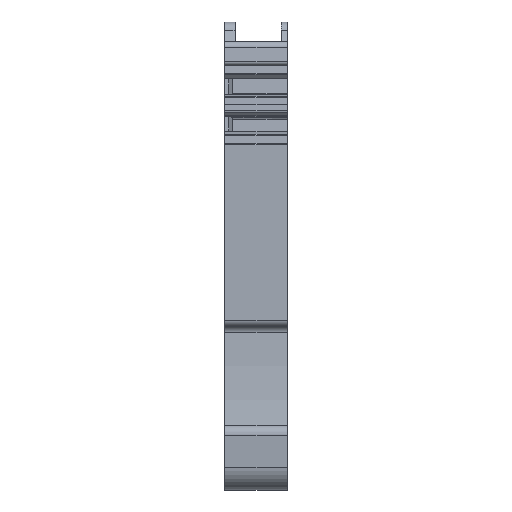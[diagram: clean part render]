
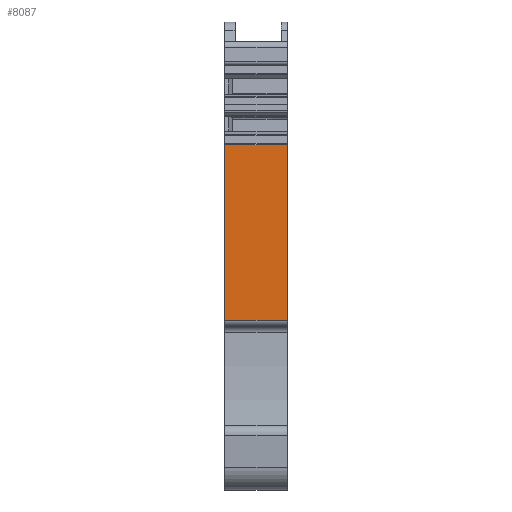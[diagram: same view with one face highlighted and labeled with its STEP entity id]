
A CAD part, front view. The second image highlights one B-rep face of the part: STEP entity #8087.
In plain terms, the highlighted planar face has unit normal (0, -1, 0).
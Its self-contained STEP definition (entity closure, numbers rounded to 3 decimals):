
#8060=AXIS2_PLACEMENT_3D('Plane Axis2P3D',#8057,#8058,#8059) ;
#8035=CARTESIAN_POINT('Vertex',(5.1,2.652,28.079)) ;
#8042=CARTESIAN_POINT('Vertex',(0.,2.652,28.079)) ;
#8045=CARTESIAN_POINT('Line Origine',(2.55,2.652,28.079)) ;
#8057=CARTESIAN_POINT('Axis2P3D Location',(0.,2.652,28.517)) ;
#8062=CARTESIAN_POINT('Line Origine',(0.,2.652,20.939)) ;
#8066=CARTESIAN_POINT('Vertex',(0.,2.652,13.8)) ;
#8069=CARTESIAN_POINT('Line Origine',(2.55,2.652,13.8)) ;
#8073=CARTESIAN_POINT('Vertex',(5.1,2.652,13.8)) ;
#8076=CARTESIAN_POINT('Line Origine',(5.1,2.652,20.939)) ;
#8046=DIRECTION('Vector Direction',(1.,0.,0.)) ;
#8058=DIRECTION('Axis2P3D Direction',(0.,-1.,-0.)) ;
#8059=DIRECTION('Axis2P3D XDirection',(0.,0.,-1.)) ;
#8063=DIRECTION('Vector Direction',(0.,0.,-1.)) ;
#8070=DIRECTION('Vector Direction',(1.,0.,0.)) ;
#8077=DIRECTION('Vector Direction',(0.,0.,-1.)) ;
#8047=VECTOR('Line Direction',#8046,1.) ;
#8064=VECTOR('Line Direction',#8063,1.) ;
#8071=VECTOR('Line Direction',#8070,1.) ;
#8078=VECTOR('Line Direction',#8077,1.) ;
#8082=ORIENTED_EDGE('',*,*,#8068,.T.) ;
#8083=ORIENTED_EDGE('',*,*,#8075,.T.) ;
#8084=ORIENTED_EDGE('',*,*,#8080,.F.) ;
#8085=ORIENTED_EDGE('',*,*,#8049,.F.) ;
#8087=ADVANCED_FACE('KLTR ZDU 2.5N/4AN FS 797944.1\\Mainbody ZXX2.5/4AN',(#8086),#8061,.T.) ;
#8049=EDGE_CURVE('',#8043,#8036,#8048,.T.) ;
#8068=EDGE_CURVE('',#8043,#8067,#8065,.T.) ;
#8075=EDGE_CURVE('',#8067,#8074,#8072,.T.) ;
#8080=EDGE_CURVE('',#8036,#8074,#8079,.T.) ;
#8081=EDGE_LOOP('',(#8082,#8083,#8084,#8085)) ;
#8086=FACE_OUTER_BOUND('',#8081,.T.) ;
#8048=LINE('Line',#8045,#8047) ;
#8065=LINE('Line',#8062,#8064) ;
#8072=LINE('Line',#8069,#8071) ;
#8079=LINE('Line',#8076,#8078) ;
#8061=PLANE('',#8060) ;
#8036=VERTEX_POINT('',#8035) ;
#8043=VERTEX_POINT('',#8042) ;
#8067=VERTEX_POINT('',#8066) ;
#8074=VERTEX_POINT('',#8073) ;
